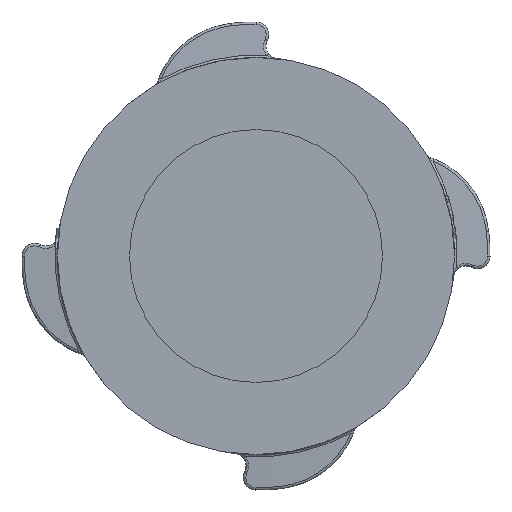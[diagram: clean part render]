
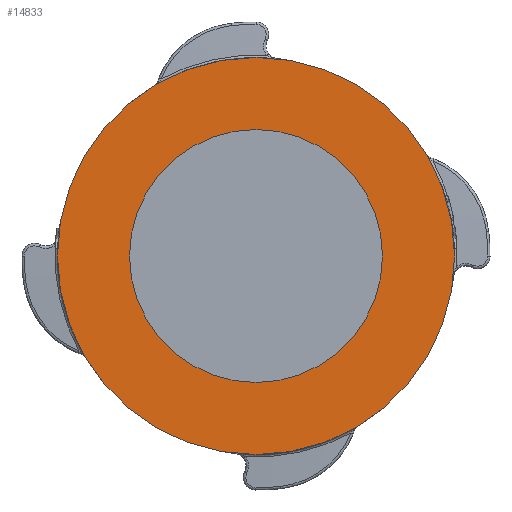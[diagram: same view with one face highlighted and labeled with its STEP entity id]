
A CAD part, left-side view. The second image highlights one B-rep face of the part: STEP entity #14833.
In plain terms, the highlighted planar face has unit normal (-1, 0, 0).
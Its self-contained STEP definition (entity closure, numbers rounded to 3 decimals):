
#7192=CARTESIAN_POINT('',(-60.0,0.,50.0));
#7193=VERTEX_POINT('',#7192);
#7194=CARTESIAN_POINT('',(-60.0,0.0,0.0));
#7195=DIRECTION('',(1.0,0.0,0.0));
#7196=DIRECTION('',(0.0,0.0,-1.0));
#7197=AXIS2_PLACEMENT_3D('',#7194,#7195,#7196);
#7198=CIRCLE('',#7197,50.0);
#7199=EDGE_CURVE('',#7193,#7193,#7198,.T.);
#14697=CARTESIAN_POINT('',(-60.0,-67.983,39.25));
#14698=VERTEX_POINT('',#14697);
#14699=CARTESIAN_POINT('',(-60.0,0.0,0.0));
#14700=DIRECTION('',(1.0,0.0,0.0));
#14701=DIRECTION('',(0.0,-1.0,0.0));
#14702=AXIS2_PLACEMENT_3D('',#14699,#14700,#14701);
#14703=CIRCLE('',#14702,78.5);
#14704=EDGE_CURVE('',#14698,#14698,#14703,.T.);
#14822=CARTESIAN_POINT('',(-60.0,0.0,0.0));
#14823=DIRECTION('',(-1.0,0.0,0.0));
#14824=DIRECTION('',(0.0,0.0,1.0));
#14825=AXIS2_PLACEMENT_3D('',#14822,#14823,#14824);
#14826=PLANE('',#14825);
#14827=ORIENTED_EDGE('',*,*,#14704,.F.);
#14828=EDGE_LOOP('',(#14827));
#14829=FACE_OUTER_BOUND('',#14828,.T.);
#14830=ORIENTED_EDGE('',*,*,#7199,.T.);
#14831=EDGE_LOOP('',(#14830));
#14832=FACE_BOUND('',#14831,.T.);
#14833=ADVANCED_FACE('',(#14829,#14832),#14826,.T.);
